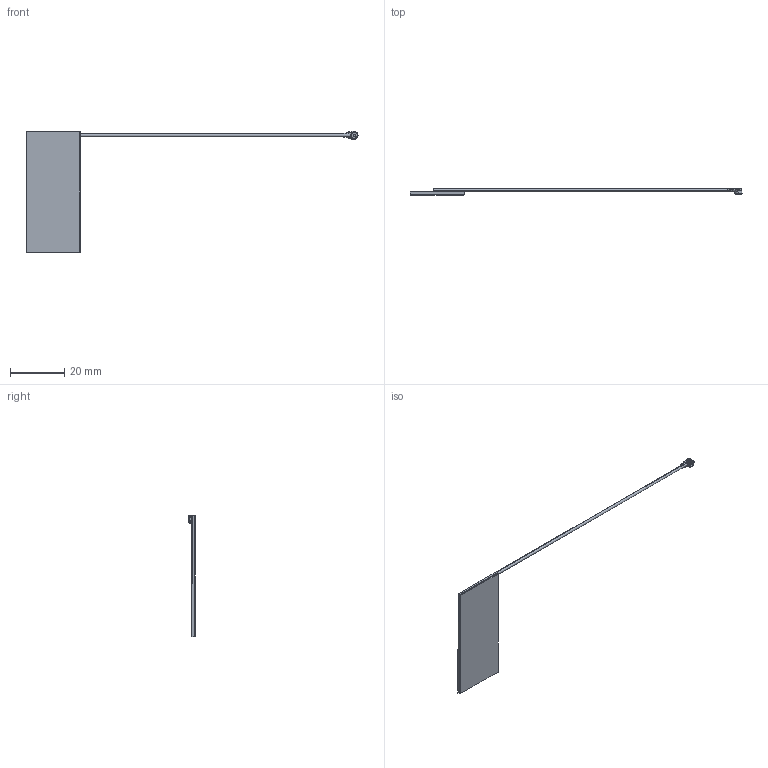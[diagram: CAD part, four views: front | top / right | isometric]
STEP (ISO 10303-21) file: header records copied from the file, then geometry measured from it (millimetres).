
FILE_DESCRIPTION (( 'STEP AP214' ), '1' );
FILE_NAME ('PE51195_3D.STEP', '2020-06-18T14:02:08', ( '' ), ( '' ), 'SwSTEP 2.0', 'SolidWorks 2018', '' );
FILE_SCHEMA (( 'AUTOMOTIVE_DESIGN' ));
Length unit declared in the file: millimetre
Products named in the file (3): UFL_connector; HG819-00PU2-100IPEX_PCB W-CABLE; PE51195_3D
Assembly tree (2 placements, depth 2):
  PE51195_3D
    HG819-00PU2-100IPEX_PCB W-CABLE
    UFL_connector
Bounding box: 122.84 x 2.45 x 44.98 mm (x, y, z)
Volume: 1201 mm3; surface area: 2416 mm2
Topology: 3 solids, 3 shells, 98 faces, 259 edges, 172 vertices
Faces by surface type: plane 66, cylinder 30, torus 2
Entity records: 3902 total; most frequent: CARTESIAN_POINT 620, ORIENTED_EDGE 518, DIRECTION 511, EDGE_CURVE 259, VECTOR 173, LINE 173, VERTEX_POINT 172, AXIS2_PLACEMENT_3D 169
